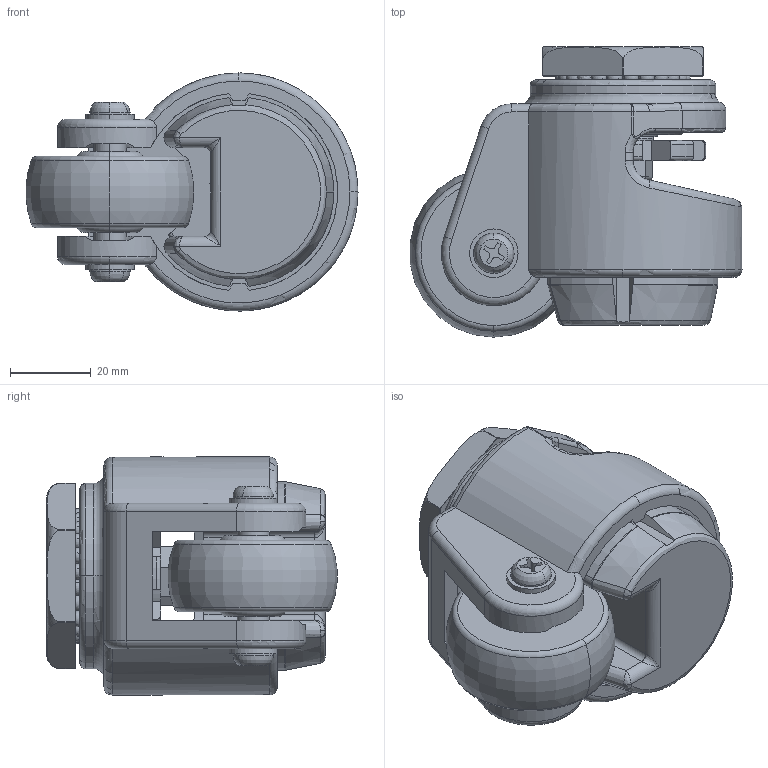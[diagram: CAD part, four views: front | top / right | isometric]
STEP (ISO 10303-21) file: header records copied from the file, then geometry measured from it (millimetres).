
FILE_DESCRIPTION (( 'STEP AP214' ), '1' );
FILE_NAME ('0016572_FSR-050-1_(A-01).step', '2019-06-07T10:48:06', ( '' ), ( '' ), 'SwSTEP 2.0', 'SolidWorks 2018', '' );
FILE_SCHEMA (( 'AUTOMOTIVE_DESIGN' ));
Length unit declared in the file: millimetre
Products named in the file (1): 0016572_FSR-050-1_(A-01)
Bounding box: 82.29 x 71.94 x 59 mm (x, y, z)
Volume: 137177.5 mm3; surface area: 47712.3 mm2
Topology: 8 solids, 8 shells, 550 faces, 1659 edges, 1070 vertices
Faces by surface type: plane 162, cylinder 140, torus 98, sphere 91, bspline 35, cone 24
Entity records: 32011 total; most frequent: CARTESIAN_POINT 12891, ORIENTED_EDGE 2818, DIRECTION 2590, EDGE_CURVE 1409, AXIS2_PLACEMENT_3D 1068, VERTEX_POINT 918, EDGE_LOOP 603, UNCERTAINTY_MEASURE_WITH_UNIT 559
